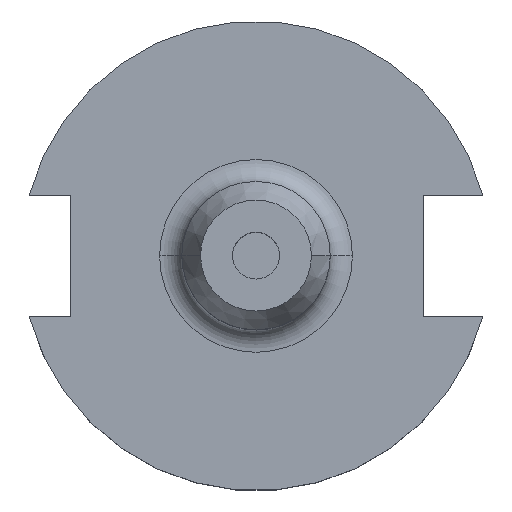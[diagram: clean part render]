
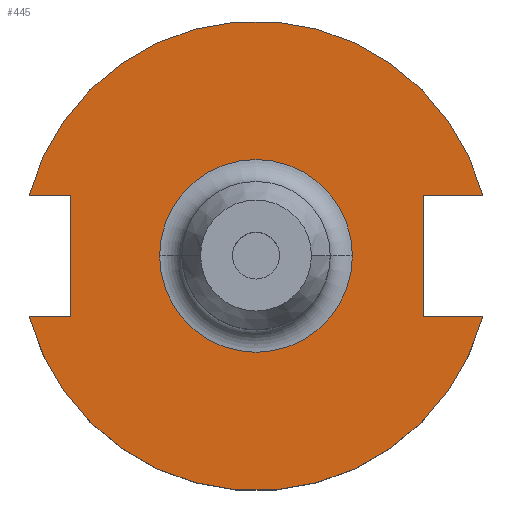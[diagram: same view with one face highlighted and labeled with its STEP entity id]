
A CAD part, top view. The second image highlights one B-rep face of the part: STEP entity #445.
In plain terms, the highlighted planar face has unit normal (0, 0, 1).
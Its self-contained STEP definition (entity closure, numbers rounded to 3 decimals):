
#14 = ORIENTED_EDGE ( 'NONE', *, *, #1187, .T. ) ;
#21 = ORIENTED_EDGE ( 'NONE', *, *, #972, .F. ) ;
#34 = VERTEX_POINT ( 'NONE', #937 ) ;
#42 = CARTESIAN_POINT ( 'NONE',  ( -25.091, 8.191, 19.05 ) ) ;
#44 = ORIENTED_EDGE ( 'NONE', *, *, #1043, .F. ) ;
#48 = VERTEX_POINT ( 'NONE', #1186 ) ;
#56 = VECTOR ( 'NONE', #1476, 1000. ) ;
#114 = VERTEX_POINT ( 'NONE', #117 ) ;
#117 = CARTESIAN_POINT ( 'NONE',  ( 22.606, -8.192, 19.05 ) ) ;
#119 = VECTOR ( 'NONE', #1117, 1000. ) ;
#147 = CARTESIAN_POINT ( 'NONE',  ( 0., 10.033, 19.05 ) ) ;
#152 = LINE ( 'NONE', #694, #256 ) ;
#157 = ORIENTED_EDGE ( 'NONE', *, *, #350, .T. ) ;
#166 = EDGE_LOOP ( 'NONE', ( #157, #14 ) ) ;
#186 = VECTOR ( 'NONE', #659, 1000. ) ;
#216 = EDGE_LOOP ( 'NONE', ( #1449, #44, #363, #667, #1447, #21, #648, #703 ) ) ;
#251 = CARTESIAN_POINT ( 'NONE',  ( 0., 0., 19.05 ) ) ;
#256 = VECTOR ( 'NONE', #1523, 1000. ) ;
#265 = DIRECTION ( 'NONE',  ( 0., 0., -1. ) ) ;
#286 = VERTEX_POINT ( 'NONE', #1337 ) ;
#289 = DIRECTION ( 'NONE',  ( 0., -1., 0. ) ) ;
#290 = CIRCLE ( 'NONE', #514, 13.033 ) ;
#325 = AXIS2_PLACEMENT_3D ( 'NONE', #251, #1075, #365 ) ;
#335 = DIRECTION ( 'NONE',  ( -1., 0., 0. ) ) ;
#350 = EDGE_CURVE ( 'NONE', #527, #34, #1197, .T. ) ;
#363 = ORIENTED_EDGE ( 'NONE', *, *, #1448, .T. ) ;
#365 = DIRECTION ( 'NONE',  ( 1., 0., 0. ) ) ;
#367 = EDGE_CURVE ( 'NONE', #48, #673, #872, .T. ) ;
#373 = DIRECTION ( 'NONE',  ( 0., 0., -1. ) ) ;
#374 = FACE_BOUND ( 'NONE', #166, .T. ) ;
#445 = ADVANCED_FACE ( 'NONE', ( #374, #1289 ), #508, .F. ) ;
#489 = CARTESIAN_POINT ( 'NONE',  ( 58.606, 8.191, 19.05 ) ) ;
#498 = DIRECTION ( 'NONE',  ( -1., 0., 0. ) ) ;
#508 = PLANE ( 'NONE',  #811 ) ;
#514 = AXIS2_PLACEMENT_3D ( 'NONE', #1288, #1039, #335 ) ;
#527 = VERTEX_POINT ( 'NONE', #768 ) ;
#550 = CARTESIAN_POINT ( 'NONE',  ( 30.675, -8.191, 19.05 ) ) ;
#599 = VERTEX_POINT ( 'NONE', #1367 ) ;
#627 = VERTEX_POINT ( 'NONE', #677 ) ;
#630 = DIRECTION ( 'NONE',  ( -1., 0., 0. ) ) ;
#647 = CARTESIAN_POINT ( 'NONE',  ( 22.606, 10.033, 19.05 ) ) ;
#648 = ORIENTED_EDGE ( 'NONE', *, *, #881, .T. ) ;
#653 = CARTESIAN_POINT ( 'NONE',  ( 58.606, -8.192, 19.05 ) ) ;
#659 = DIRECTION ( 'NONE',  ( 1., 0., 0. ) ) ;
#667 = ORIENTED_EDGE ( 'NONE', *, *, #1072, .T. ) ;
#673 = VERTEX_POINT ( 'NONE', #1030 ) ;
#676 = AXIS2_PLACEMENT_3D ( 'NONE', #1049, #1423, #1406 ) ;
#677 = CARTESIAN_POINT ( 'NONE',  ( 22.606, 8.191, 19.05 ) ) ;
#694 = CARTESIAN_POINT ( 'NONE',  ( -61.091, 8.191, 19.05 ) ) ;
#695 = VERTEX_POINT ( 'NONE', #550 ) ;
#703 = ORIENTED_EDGE ( 'NONE', *, *, #1266, .T. ) ;
#705 = LINE ( 'NONE', #647, #742 ) ;
#742 = VECTOR ( 'NONE', #289, 1000. ) ;
#768 = CARTESIAN_POINT ( 'NONE',  ( -13.033, 0., 19.05 ) ) ;
#811 = AXIS2_PLACEMENT_3D ( 'NONE', #147, #373, #1210 ) ;
#837 = AXIS2_PLACEMENT_3D ( 'NONE', #847, #265, #498 ) ;
#847 = CARTESIAN_POINT ( 'NONE',  ( 0., 0., 19.05 ) ) ;
#872 = LINE ( 'NONE', #42, #56 ) ;
#881 = EDGE_CURVE ( 'NONE', #286, #599, #1263, .T. ) ;
#937 = CARTESIAN_POINT ( 'NONE',  ( 13.033, 0., 19.05 ) ) ;
#972 = EDGE_CURVE ( 'NONE', #286, #627, #978, .T. ) ;
#978 = LINE ( 'NONE', #489, #1485 ) ;
#1030 = CARTESIAN_POINT ( 'NONE',  ( -25.091, -8.192, 19.05 ) ) ;
#1039 = DIRECTION ( 'NONE',  ( 0., 0., -1. ) ) ;
#1043 = EDGE_CURVE ( 'NONE', #1223, #673, #1450, .T. ) ;
#1049 = CARTESIAN_POINT ( 'NONE',  ( 0., 0., 19.05 ) ) ;
#1052 = LINE ( 'NONE', #653, #119 ) ;
#1054 = EDGE_CURVE ( 'NONE', #627, #114, #705, .T. ) ;
#1072 = EDGE_CURVE ( 'NONE', #695, #114, #1052, .T. ) ;
#1075 = DIRECTION ( 'NONE',  ( 0., 0., 1. ) ) ;
#1117 = DIRECTION ( 'NONE',  ( -1., 0., 0. ) ) ;
#1186 = CARTESIAN_POINT ( 'NONE',  ( -25.091, 8.191, 19.05 ) ) ;
#1187 = EDGE_CURVE ( 'NONE', #34, #527, #290, .T. ) ;
#1197 = CIRCLE ( 'NONE', #837, 13.033 ) ;
#1205 = CIRCLE ( 'NONE', #676, 31.75 ) ;
#1210 = DIRECTION ( 'NONE',  ( -1., 0., 0. ) ) ;
#1223 = VERTEX_POINT ( 'NONE', #1411 ) ;
#1245 = CARTESIAN_POINT ( 'NONE',  ( -61.091, -8.192, 19.05 ) ) ;
#1263 = CIRCLE ( 'NONE', #325, 31.75 ) ;
#1266 = EDGE_CURVE ( 'NONE', #599, #48, #152, .T. ) ;
#1288 = CARTESIAN_POINT ( 'NONE',  ( 0., 0., 19.05 ) ) ;
#1289 = FACE_OUTER_BOUND ( 'NONE', #216, .T. ) ;
#1337 = CARTESIAN_POINT ( 'NONE',  ( 30.675, 8.191, 19.05 ) ) ;
#1367 = CARTESIAN_POINT ( 'NONE',  ( -30.675, 8.191, 19.05 ) ) ;
#1406 = DIRECTION ( 'NONE',  ( 1., 0., 0. ) ) ;
#1411 = CARTESIAN_POINT ( 'NONE',  ( -30.675, -8.192, 19.05 ) ) ;
#1423 = DIRECTION ( 'NONE',  ( 0., 0., 1. ) ) ;
#1447 = ORIENTED_EDGE ( 'NONE', *, *, #1054, .F. ) ;
#1448 = EDGE_CURVE ( 'NONE', #1223, #695, #1205, .T. ) ;
#1449 = ORIENTED_EDGE ( 'NONE', *, *, #367, .T. ) ;
#1450 = LINE ( 'NONE', #1245, #186 ) ;
#1476 = DIRECTION ( 'NONE',  ( 0., -1., 0. ) ) ;
#1485 = VECTOR ( 'NONE', #630, 1000. ) ;
#1523 = DIRECTION ( 'NONE',  ( 1., 0., 0. ) ) ;
